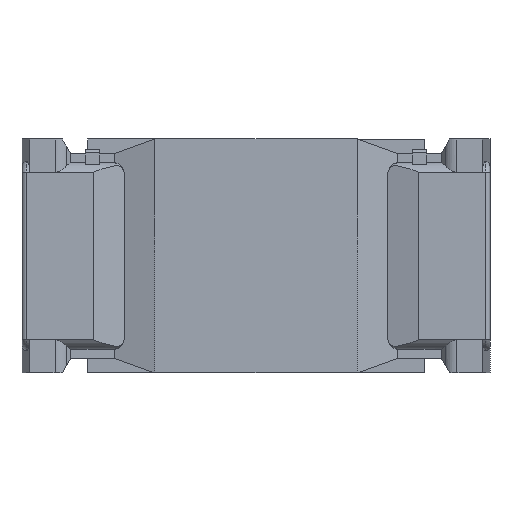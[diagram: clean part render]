
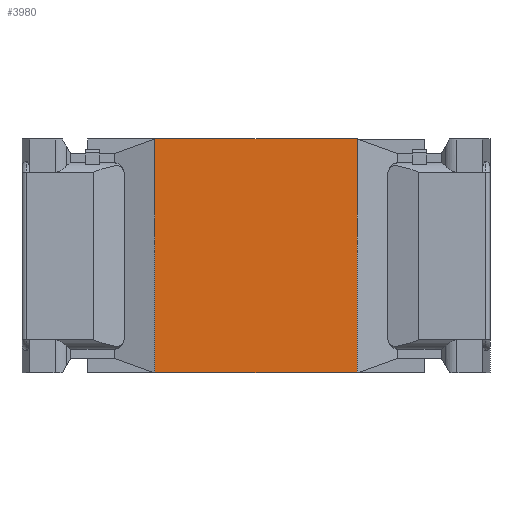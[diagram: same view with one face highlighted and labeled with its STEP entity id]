
A CAD part, front view. The second image highlights one B-rep face of the part: STEP entity #3980.
In plain terms, the highlighted planar face has unit normal (0, -1, 0).
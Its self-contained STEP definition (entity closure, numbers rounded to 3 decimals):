
#427 = ORIENTED_EDGE ( 'NONE', *, *, #4057, .F. ) ;
#1131 = VECTOR ( 'NONE', #1241, 1000. ) ;
#1239 = VERTEX_POINT ( 'NONE', #4732 ) ;
#1241 = DIRECTION ( 'NONE',  ( 0., 0., 1. ) ) ;
#1403 = LINE ( 'NONE', #4210, #3348 ) ;
#1449 = LINE ( 'NONE', #6626, #3881 ) ;
#1842 = DIRECTION ( 'NONE',  ( 0., 0., 1. ) ) ;
#2251 = CARTESIAN_POINT ( 'NONE',  ( 0.693, 0., -0.8 ) ) ;
#2395 = EDGE_CURVE ( 'NONE', #6706, #4026, #5229, .T. ) ;
#2577 = EDGE_CURVE ( 'NONE', #3864, #6706, #1403, .T. ) ;
#2651 = DIRECTION ( 'NONE',  ( 0., 0., 1. ) ) ;
#2788 = ORIENTED_EDGE ( 'NONE', *, *, #2395, .T. ) ;
#3088 = PLANE ( 'NONE',  #5073 ) ;
#3149 = DIRECTION ( 'NONE',  ( 0., 1., 0. ) ) ;
#3348 = VECTOR ( 'NONE', #5895, 1000. ) ;
#3651 = FACE_OUTER_BOUND ( 'NONE', #3813, .T. ) ;
#3813 = EDGE_LOOP ( 'NONE', ( #427, #5819, #4886, #2788 ) ) ;
#3864 = VERTEX_POINT ( 'NONE', #5746 ) ;
#3881 = VECTOR ( 'NONE', #1842, 1000. ) ;
#3980 = ADVANCED_FACE ( 'NONE', ( #3651 ), #3088, .F. ) ;
#4026 = VERTEX_POINT ( 'NONE', #4955 ) ;
#4057 = EDGE_CURVE ( 'NONE', #1239, #4026, #6405, .T. ) ;
#4210 = CARTESIAN_POINT ( 'NONE',  ( 0., 0., -0.8 ) ) ;
#4732 = CARTESIAN_POINT ( 'NONE',  ( -0.693, 0., 0.8 ) ) ;
#4886 = ORIENTED_EDGE ( 'NONE', *, *, #2577, .T. ) ;
#4940 = VECTOR ( 'NONE', #5254, 1000. ) ;
#4955 = CARTESIAN_POINT ( 'NONE',  ( 0.693, 0., 0.8 ) ) ;
#5011 = CARTESIAN_POINT ( 'NONE',  ( 0.693, 0., -0.8 ) ) ;
#5073 = AXIS2_PLACEMENT_3D ( 'NONE', #5871, #3149, #2651 ) ;
#5229 = LINE ( 'NONE', #5011, #1131 ) ;
#5254 = DIRECTION ( 'NONE',  ( 1., 0., 0. ) ) ;
#5746 = CARTESIAN_POINT ( 'NONE',  ( -0.693, 0., -0.8 ) ) ;
#5819 = ORIENTED_EDGE ( 'NONE', *, *, #6287, .F. ) ;
#5871 = CARTESIAN_POINT ( 'NONE',  ( 0., 0., 0. ) ) ;
#5895 = DIRECTION ( 'NONE',  ( 1., 0., 0. ) ) ;
#6204 = CARTESIAN_POINT ( 'NONE',  ( 0., 0., 0.8 ) ) ;
#6287 = EDGE_CURVE ( 'NONE', #3864, #1239, #1449, .T. ) ;
#6405 = LINE ( 'NONE', #6204, #4940 ) ;
#6626 = CARTESIAN_POINT ( 'NONE',  ( -0.693, 0., -0.8 ) ) ;
#6706 = VERTEX_POINT ( 'NONE', #2251 ) ;
